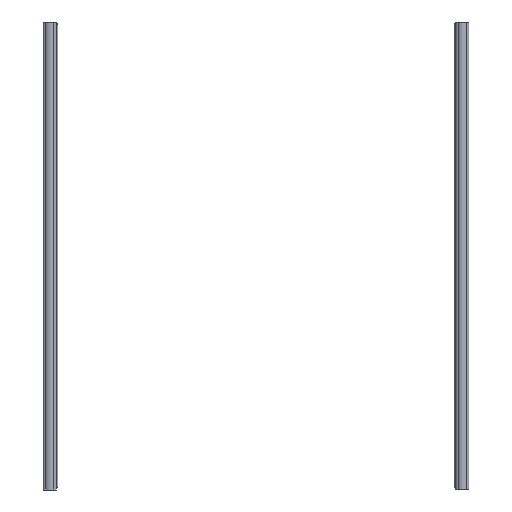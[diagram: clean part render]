
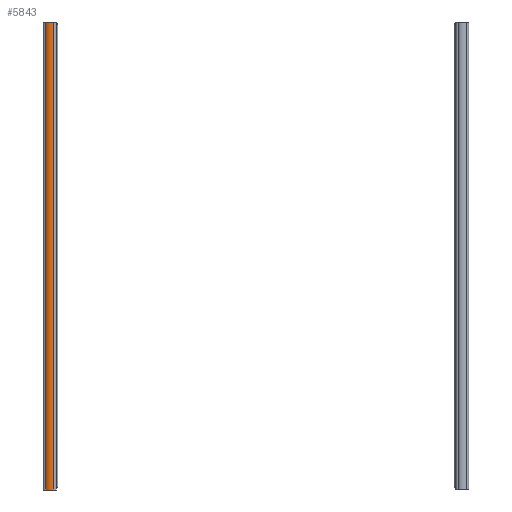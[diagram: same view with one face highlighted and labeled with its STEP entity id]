
A CAD part, front view. The second image highlights one B-rep face of the part: STEP entity #5843.
In plain terms, the highlighted cylindrical face has radius 5 mm (diameter 10 mm), a partial arc.
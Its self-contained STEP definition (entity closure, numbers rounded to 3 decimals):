
#398=FACE_OUTER_BOUND('',#716,.T.);
#716=EDGE_LOOP('',(#4400,#4401,#4402,#4403));
#952=CIRCLE('',#6185,5.);
#1015=CIRCLE('',#6370,5.);
#1428=LINE('',#9135,#1974);
#1432=LINE('',#9146,#1978);
#1974=VECTOR('',#7413,10.);
#1978=VECTOR('',#7425,10.);
#2390=VERTEX_POINT('',#8635);
#2391=VERTEX_POINT('',#8637);
#2527=VERTEX_POINT('',#9133);
#2530=VERTEX_POINT('',#9145);
#2948=EDGE_CURVE('',#2390,#2391,#952,.T.);
#3197=EDGE_CURVE('',#2527,#2390,#1428,.T.);
#3202=EDGE_CURVE('',#2530,#2391,#1432,.T.);
#3216=EDGE_CURVE('',#2530,#2527,#1015,.T.);
#4400=ORIENTED_EDGE('',*,*,#3216,.F.);
#4401=ORIENTED_EDGE('',*,*,#3202,.T.);
#4402=ORIENTED_EDGE('',*,*,#2948,.F.);
#4403=ORIENTED_EDGE('',*,*,#3197,.F.);
#5357=CYLINDRICAL_SURFACE('',#6369,5.);
#5843=ADVANCED_FACE('',(#398),#5357,.T.);
#6185=AXIS2_PLACEMENT_3D('',#8638,#6881,#6882);
#6369=AXIS2_PLACEMENT_3D('',#9171,#7454,#7455);
#6370=AXIS2_PLACEMENT_3D('',#9172,#7456,#7457);
#6881=DIRECTION('center_axis',(0.,0.,-1.));
#6882=DIRECTION('ref_axis',(-0.6,-0.8,0.));
#7413=DIRECTION('',(0.,0.,-1.));
#7425=DIRECTION('',(0.,0.,-1.));
#7454=DIRECTION('center_axis',(0.,0.,-1.));
#7455=DIRECTION('ref_axis',(-0.6,-0.8,0.));
#7456=DIRECTION('center_axis',(0.,0.,1.));
#7457=DIRECTION('ref_axis',(-0.6,-0.8,0.));
#8635=CARTESIAN_POINT('',(8.65,-20.2,-400.));
#8637=CARTESIAN_POINT('',(2.65,-20.2,-400.));
#8638=CARTESIAN_POINT('Origin',(5.65,-16.2,-400.));
#9133=CARTESIAN_POINT('',(8.65,-20.2,0.));
#9135=CARTESIAN_POINT('',(8.65,-20.2,0.));
#9145=CARTESIAN_POINT('',(2.65,-20.2,0.));
#9146=CARTESIAN_POINT('',(2.65,-20.2,0.));
#9171=CARTESIAN_POINT('Origin',(5.65,-16.2,0.));
#9172=CARTESIAN_POINT('Origin',(5.65,-16.2,0.));
